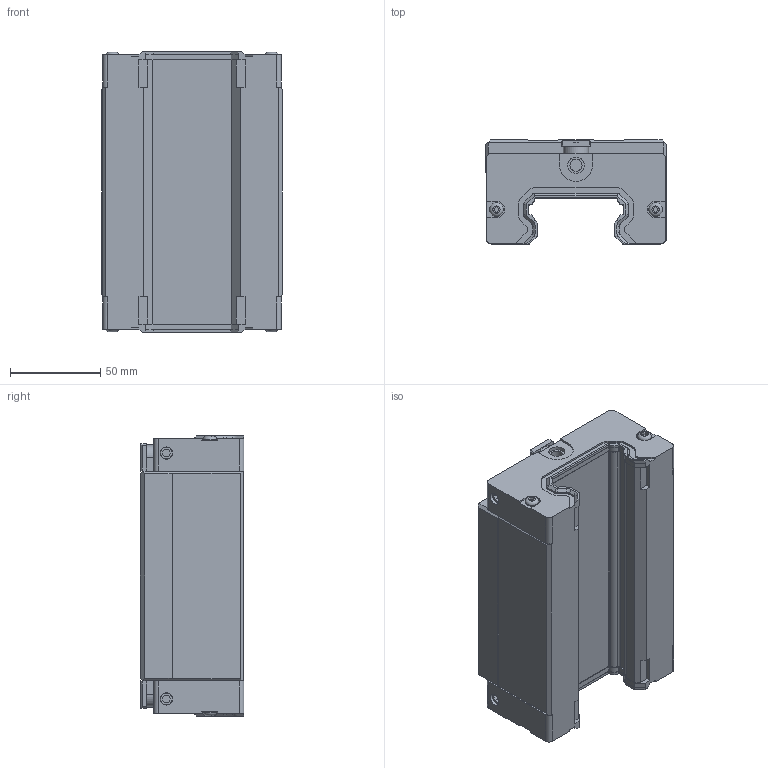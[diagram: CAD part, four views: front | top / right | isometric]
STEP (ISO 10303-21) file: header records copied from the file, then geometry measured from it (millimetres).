
FILE_DESCRIPTION(/* description */ ('Vozík'),/* implementation_level */ '2;1');
FILE_NAME(/* name */ 'LGBCS 55 BN SS N Z1-N.stp',/* time_stamp */ '2022-08-16T12:09:50+02:00',/* author */ ('konstrukce'),/* organization */ ('NTNAUTOMATION'),/* preprocessor_version */ 'ST-DEVELOPER v18.1',/* originating_system */ 'Autodesk Inventor 2022',/* authorisation */ '');
FILE_SCHEMA (('AUTOMOTIVE_DESIGN { 1 0 10303 214 3 1 1 }'));
Length unit declared in the file: millimetre
Products named in the file (1): LGBCS 55 BN SS N Z1-N
Bounding box: 100 x 57.3 x 155 mm (x, y, z)
Volume: 636166.6 mm3; surface area: 70453.2 mm2
Topology: 1 solids, 1 shells, 476 faces, 1272 edges, 826 vertices
Faces by surface type: plane 312, cylinder 130, cone 30, torus 4
Full cylindrical faces by diameter (mm): 3 x2, 6.7 x2, 6.75 x4, 7.6 x4, 9 x2, 10 x2, 12 x4, 14 x2
Entity records: 14938 total; most frequent: CARTESIAN_POINT 2579, ORIENTED_EDGE 2544, DIRECTION 2540, EDGE_CURVE 1272, LINE 954, VECTOR 954, VERTEX_POINT 826, AXIS2_PLACEMENT_3D 793
